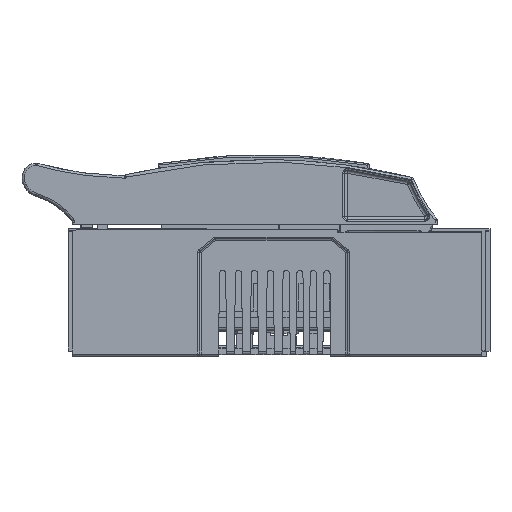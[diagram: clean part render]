
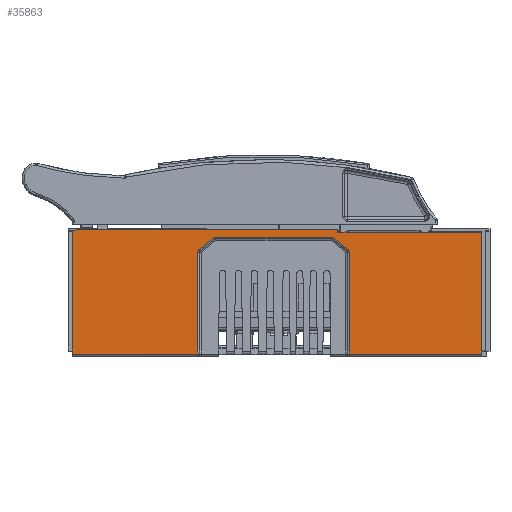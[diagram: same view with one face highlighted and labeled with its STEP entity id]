
A CAD part, top view. The second image highlights one B-rep face of the part: STEP entity #35863.
In plain terms, the highlighted planar face has unit normal (0, 0, 1).
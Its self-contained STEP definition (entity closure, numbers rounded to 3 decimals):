
#35618=CARTESIAN_POINT('',(33.899,74.562,105.8));
#35619=VERTEX_POINT('',#35618);
#35637=CARTESIAN_POINT('',(43.249,67.081,105.8));
#35638=VERTEX_POINT('',#35637);
#35667=CARTESIAN_POINT('',(33.899,74.562,105.8));
#35668=CARTESIAN_POINT('',(37.016,72.068,105.8));
#35669=CARTESIAN_POINT('',(40.132,69.575,105.8));
#35670=CARTESIAN_POINT('',(43.249,67.081,105.8));
#35671=B_SPLINE_CURVE_WITH_KNOTS('',3,(#35667,#35668,#35669,#35670),.UNSPECIFIED.,.F.,.F.,(4,4),(0.,11.975),.UNSPECIFIED.);
#35672=EDGE_CURVE('',#35619,#35638,#35671,.T.);
#35677=CARTESIAN_POINT('',(-545.251,-164.06,105.8));
#35678=DIRECTION('',(0.,0.,1.));
#35679=DIRECTION('',(0.,1.,0.));
#35680=AXIS2_PLACEMENT_3D('',#35677,#35678,#35679);
#35681=PLANE('',#35680);
#35682=CARTESIAN_POINT('',(-51.,65.519,105.8));
#35683=VERTEX_POINT('',#35682);
#35684=CARTESIAN_POINT('',(-51.,1.5,105.8));
#35685=VERTEX_POINT('',#35684);
#35686=CARTESIAN_POINT('',(-51.,65.519,105.8));
#35687=CARTESIAN_POINT('',(-51.,44.18,105.8));
#35688=CARTESIAN_POINT('',(-51.,22.84,105.8));
#35689=CARTESIAN_POINT('',(-51.,1.5,105.8));
#35690=B_SPLINE_CURVE_WITH_KNOTS('',3,(#35686,#35687,#35688,#35689),.UNSPECIFIED.,.F.,.F.,(4,4),(0.,64.019),.UNSPECIFIED.);
#35691=EDGE_CURVE('',#35683,#35685,#35690,.T.);
#35692=ORIENTED_EDGE('',*,*,#35691,.F.);
#35693=CARTESIAN_POINT('',(-50.249,67.081,105.8));
#35694=VERTEX_POINT('',#35693);
#35695=CARTESIAN_POINT('',(-50.249,67.081,105.8));
#35696=CARTESIAN_POINT('',(-50.483,66.895,105.8));
#35697=CARTESIAN_POINT('',(-50.673,66.655,105.8));
#35698=CARTESIAN_POINT('',(-50.803,66.386,105.8));
#35699=CARTESIAN_POINT('',(-50.932,66.117,105.8));
#35700=CARTESIAN_POINT('',(-51.,65.818,105.8));
#35701=CARTESIAN_POINT('',(-51.,65.519,105.8));
#35702=B_SPLINE_CURVE_WITH_KNOTS('',3,(#35695,#35696,#35697,#35698,#35699,#35700,#35701),.UNSPECIFIED.,.F.,.F.,(4,3,4),(0.,25.67,51.34),.UNSPECIFIED.);
#35703=EDGE_CURVE('',#35694,#35683,#35702,.T.);
#35704=ORIENTED_EDGE('',*,*,#35703,.F.);
#35705=CARTESIAN_POINT('',(-40.899,74.562,105.8));
#35706=VERTEX_POINT('',#35705);
#35707=CARTESIAN_POINT('',(-40.899,74.562,105.8));
#35708=CARTESIAN_POINT('',(-44.016,72.068,105.8));
#35709=CARTESIAN_POINT('',(-47.132,69.575,105.8));
#35710=CARTESIAN_POINT('',(-50.249,67.081,105.8));
#35711=B_SPLINE_CURVE_WITH_KNOTS('',3,(#35707,#35708,#35709,#35710),.UNSPECIFIED.,.F.,.F.,(4,4),(0.,1.),.UNSPECIFIED.);
#35712=EDGE_CURVE('',#35706,#35694,#35711,.T.);
#35713=ORIENTED_EDGE('',*,*,#35712,.F.);
#35714=CARTESIAN_POINT('',(-39.649,75.,105.8));
#35715=VERTEX_POINT('',#35714);
#35716=CARTESIAN_POINT('',(-39.649,75.,105.8));
#35717=CARTESIAN_POINT('',(-39.762,75.,105.8));
#35718=CARTESIAN_POINT('',(-39.874,74.99,105.8));
#35719=CARTESIAN_POINT('',(-39.985,74.972,105.8));
#35720=CARTESIAN_POINT('',(-40.096,74.953,105.8));
#35721=CARTESIAN_POINT('',(-40.205,74.924,105.8));
#35722=CARTESIAN_POINT('',(-40.311,74.887,105.8));
#35723=CARTESIAN_POINT('',(-40.417,74.85,105.8));
#35724=CARTESIAN_POINT('',(-40.52,74.804,105.8));
#35725=CARTESIAN_POINT('',(-40.619,74.749,105.8));
#35726=CARTESIAN_POINT('',(-40.717,74.695,105.8));
#35727=CARTESIAN_POINT('',(-40.811,74.632,105.8));
#35728=CARTESIAN_POINT('',(-40.899,74.562,105.8));
#35729=B_SPLINE_CURVE_WITH_KNOTS('',3,(#35716,#35717,#35718,#35719,#35720,#35721,#35722,#35723,#35724,#35725,#35726,#35727,#35728),.UNSPECIFIED.,.F.,.F.,(4,3,3,3,4),(0.,9.665,19.33,28.995,38.66),.UNSPECIFIED.);
#35730=EDGE_CURVE('',#35715,#35706,#35729,.T.);
#35731=ORIENTED_EDGE('',*,*,#35730,.F.);
#35732=CARTESIAN_POINT('',(32.649,75.,105.8));
#35733=VERTEX_POINT('',#35732);
#35734=CARTESIAN_POINT('',(32.649,75.,105.8));
#35735=CARTESIAN_POINT('',(8.55,75.,105.8));
#35736=CARTESIAN_POINT('',(-15.55,75.,105.8));
#35737=CARTESIAN_POINT('',(-39.649,75.,105.8));
#35738=B_SPLINE_CURVE_WITH_KNOTS('',3,(#35734,#35735,#35736,#35737),.UNSPECIFIED.,.F.,.F.,(4,4),(0.,72.298),.UNSPECIFIED.);
#35739=EDGE_CURVE('',#35733,#35715,#35738,.T.);
#35740=ORIENTED_EDGE('',*,*,#35739,.F.);
#35741=CARTESIAN_POINT('',(32.649,75.,105.8));
#35742=CARTESIAN_POINT('',(32.874,75.,105.8));
#35743=CARTESIAN_POINT('',(33.099,74.962,105.8));
#35744=CARTESIAN_POINT('',(33.311,74.887,105.8));
#35745=CARTESIAN_POINT('',(33.523,74.813,105.8));
#35746=CARTESIAN_POINT('',(33.723,74.702,105.8));
#35747=CARTESIAN_POINT('',(33.899,74.562,105.8));
#35748=B_SPLINE_CURVE_WITH_KNOTS('',3,(#35741,#35742,#35743,#35744,#35745,#35746,#35747),.UNSPECIFIED.,.F.,.F.,(4,3,4),(0.,19.33,38.66),.UNSPECIFIED.);
#35749=EDGE_CURVE('',#35733,#35619,#35748,.T.);
#35750=ORIENTED_EDGE('',*,*,#35749,.T.);
#35751=ORIENTED_EDGE('',*,*,#35672,.T.);
#35752=CARTESIAN_POINT('',(44.,65.519,105.8));
#35753=VERTEX_POINT('',#35752);
#35754=CARTESIAN_POINT('',(43.249,67.081,105.8));
#35755=CARTESIAN_POINT('',(43.308,67.034,105.8));
#35756=CARTESIAN_POINT('',(43.363,66.985,105.8));
#35757=CARTESIAN_POINT('',(43.416,66.932,105.8));
#35758=CARTESIAN_POINT('',(43.469,66.879,105.8));
#35759=CARTESIAN_POINT('',(43.519,66.823,105.8));
#35760=CARTESIAN_POINT('',(43.565,66.765,105.8));
#35761=CARTESIAN_POINT('',(43.612,66.706,105.8));
#35762=CARTESIAN_POINT('',(43.655,66.645,105.8));
#35763=CARTESIAN_POINT('',(43.694,66.582,105.8));
#35764=CARTESIAN_POINT('',(43.734,66.519,105.8));
#35765=CARTESIAN_POINT('',(43.77,66.453,105.8));
#35766=CARTESIAN_POINT('',(43.803,66.386,105.8));
#35767=CARTESIAN_POINT('',(43.835,66.318,105.8));
#35768=CARTESIAN_POINT('',(43.864,66.249,105.8));
#35769=CARTESIAN_POINT('',(43.888,66.179,105.8));
#35770=CARTESIAN_POINT('',(43.913,66.108,105.8));
#35771=CARTESIAN_POINT('',(43.933,66.036,105.8));
#35772=CARTESIAN_POINT('',(43.95,65.964,105.8));
#35773=CARTESIAN_POINT('',(43.967,65.891,105.8));
#35774=CARTESIAN_POINT('',(43.979,65.817,105.8));
#35775=CARTESIAN_POINT('',(43.987,65.743,105.8));
#35776=CARTESIAN_POINT('',(43.996,65.669,105.8));
#35777=CARTESIAN_POINT('',(44.,65.594,105.8));
#35778=CARTESIAN_POINT('',(44.,65.519,105.8));
#35779=B_SPLINE_CURVE_WITH_KNOTS('',3,(#35754,#35755,#35756,#35757,#35758,#35759,#35760,#35761,#35762,#35763,#35764,#35765,#35766,#35767,#35768,#35769,#35770,#35771,#35772,#35773,#35774,#35775,#35776,#35777,#35778),.UNSPECIFIED.,.F.,.F.,(4,3,3,3,3,3,3,3,4),(0.,6.418,12.835,19.253,25.67,32.088,38.505,44.923,51.34),.UNSPECIFIED.);
#35780=EDGE_CURVE('',#35638,#35753,#35779,.T.);
#35781=ORIENTED_EDGE('',*,*,#35780,.T.);
#35782=CARTESIAN_POINT('',(44.,1.5,105.8));
#35783=VERTEX_POINT('',#35782);
#35784=CARTESIAN_POINT('',(44.,65.519,105.8));
#35785=CARTESIAN_POINT('',(44.,44.18,105.8));
#35786=CARTESIAN_POINT('',(44.,22.84,105.8));
#35787=CARTESIAN_POINT('',(44.,1.5,105.8));
#35788=B_SPLINE_CURVE_WITH_KNOTS('',3,(#35784,#35785,#35786,#35787),.UNSPECIFIED.,.F.,.F.,(4,4),(0.,64.019),.UNSPECIFIED.);
#35789=EDGE_CURVE('',#35753,#35783,#35788,.T.);
#35790=ORIENTED_EDGE('',*,*,#35789,.T.);
#35791=CARTESIAN_POINT('',(127.4,1.5,105.8));
#35792=VERTEX_POINT('',#35791);
#35793=CARTESIAN_POINT('',(127.4,1.5,105.8));
#35794=CARTESIAN_POINT('',(99.6,1.5,105.8));
#35795=CARTESIAN_POINT('',(71.8,1.5,105.8));
#35796=CARTESIAN_POINT('',(44.,1.5,105.8));
#35797=B_SPLINE_CURVE_WITH_KNOTS('',3,(#35793,#35794,#35795,#35796),.UNSPECIFIED.,.F.,.F.,(4,4),(0.,83.4),.UNSPECIFIED.);
#35798=EDGE_CURVE('',#35792,#35783,#35797,.T.);
#35799=ORIENTED_EDGE('',*,*,#35798,.F.);
#35800=CARTESIAN_POINT('',(127.4,78.,105.8));
#35801=VERTEX_POINT('',#35800);
#35802=CARTESIAN_POINT('',(127.4,78.,105.8));
#35803=CARTESIAN_POINT('',(127.4,52.5,105.8));
#35804=CARTESIAN_POINT('',(127.4,27.,105.8));
#35805=CARTESIAN_POINT('',(127.4,1.5,105.8));
#35806=B_SPLINE_CURVE_WITH_KNOTS('',3,(#35802,#35803,#35804,#35805),.UNSPECIFIED.,.F.,.F.,(4,4),(0.,76.5),.UNSPECIFIED.);
#35807=EDGE_CURVE('',#35801,#35792,#35806,.T.);
#35808=ORIENTED_EDGE('',*,*,#35807,.F.);
#35809=CARTESIAN_POINT('',(36.986,78.,105.8));
#35810=VERTEX_POINT('',#35809);
#35811=CARTESIAN_POINT('',(36.986,78.,105.8));
#35812=CARTESIAN_POINT('',(67.124,78.,105.8));
#35813=CARTESIAN_POINT('',(97.262,78.,105.8));
#35814=CARTESIAN_POINT('',(127.4,78.,105.8));
#35815=B_SPLINE_CURVE_WITH_KNOTS('',3,(#35811,#35812,#35813,#35814),.UNSPECIFIED.,.F.,.F.,(4,4),(0.,90.414),.UNSPECIFIED.);
#35816=EDGE_CURVE('',#35810,#35801,#35815,.T.);
#35817=ORIENTED_EDGE('',*,*,#35816,.F.);
#35818=CARTESIAN_POINT('',(36.994,80.,105.8));
#35819=VERTEX_POINT('',#35818);
#35820=CARTESIAN_POINT('',(36.986,78.,105.8));
#35821=CARTESIAN_POINT('',(36.967,78.667,105.8));
#35822=CARTESIAN_POINT('',(36.969,79.334,105.8));
#35823=CARTESIAN_POINT('',(36.994,80.,105.8));
#35824=B_SPLINE_CURVE_WITH_KNOTS('',3,(#35820,#35821,#35822,#35823),.UNSPECIFIED.,.F.,.F.,(4,4),(0.,3.795),.UNSPECIFIED.);
#35825=EDGE_CURVE('',#35810,#35819,#35824,.T.);
#35826=ORIENTED_EDGE('',*,*,#35825,.T.);
#35827=CARTESIAN_POINT('',(-124.511,80.,105.8));
#35828=VERTEX_POINT('',#35827);
#35829=CARTESIAN_POINT('',(36.994,80.,105.8));
#35830=CARTESIAN_POINT('',(-16.841,80.,105.8));
#35831=CARTESIAN_POINT('',(-70.676,80.,105.8));
#35832=CARTESIAN_POINT('',(-124.511,80.,105.8));
#35833=B_SPLINE_CURVE_WITH_KNOTS('',3,(#35829,#35830,#35831,#35832),.UNSPECIFIED.,.F.,.F.,(4,4),(0.,161.504),.UNSPECIFIED.);
#35834=EDGE_CURVE('',#35819,#35828,#35833,.T.);
#35835=ORIENTED_EDGE('',*,*,#35834,.T.);
#35836=CARTESIAN_POINT('',(-130.,79.032,105.8));
#35837=VERTEX_POINT('',#35836);
#35838=CARTESIAN_POINT('',(-130.,79.032,105.8));
#35839=CARTESIAN_POINT('',(-128.154,79.249,105.8));
#35840=CARTESIAN_POINT('',(-126.32,79.573,105.8));
#35841=CARTESIAN_POINT('',(-124.511,80.,105.8));
#35842=B_SPLINE_CURVE_WITH_KNOTS('',3,(#35838,#35839,#35840,#35841),.UNSPECIFIED.,.F.,.F.,(4,4),(0.,6.589),.UNSPECIFIED.);
#35843=EDGE_CURVE('',#35837,#35828,#35842,.T.);
#35844=ORIENTED_EDGE('',*,*,#35843,.F.);
#35845=CARTESIAN_POINT('',(-130.,1.5,105.8));
#35846=VERTEX_POINT('',#35845);
#35847=CARTESIAN_POINT('',(-130.,1.5,105.8));
#35848=CARTESIAN_POINT('',(-130.,27.344,105.8));
#35849=CARTESIAN_POINT('',(-130.,53.188,105.8));
#35850=CARTESIAN_POINT('',(-130.,79.032,105.8));
#35851=B_SPLINE_CURVE_WITH_KNOTS('',3,(#35847,#35848,#35849,#35850),.UNSPECIFIED.,.F.,.F.,(4,4),(0.,77.532),.UNSPECIFIED.);
#35852=EDGE_CURVE('',#35846,#35837,#35851,.T.);
#35853=ORIENTED_EDGE('',*,*,#35852,.F.);
#35854=CARTESIAN_POINT('',(-51.,1.5,105.8));
#35855=CARTESIAN_POINT('',(-77.333,1.5,105.8));
#35856=CARTESIAN_POINT('',(-103.667,1.5,105.8));
#35857=CARTESIAN_POINT('',(-130.,1.5,105.8));
#35858=B_SPLINE_CURVE_WITH_KNOTS('',3,(#35854,#35855,#35856,#35857),.UNSPECIFIED.,.F.,.F.,(4,4),(0.,79.),.UNSPECIFIED.);
#35859=EDGE_CURVE('',#35685,#35846,#35858,.T.);
#35860=ORIENTED_EDGE('',*,*,#35859,.F.);
#35861=EDGE_LOOP('',(#35692,#35704,#35713,#35731,#35740,#35750,#35751,#35781,#35790,#35799,#35808,#35817,#35826,#35835,#35844,#35853,#35860));
#35862=FACE_BOUND('',#35861,.T.);
#35863=ADVANCED_FACE('',(#35862),#35681,.T.);
